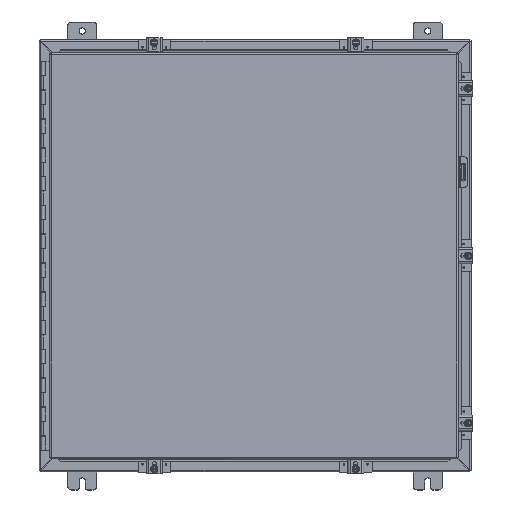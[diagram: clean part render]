
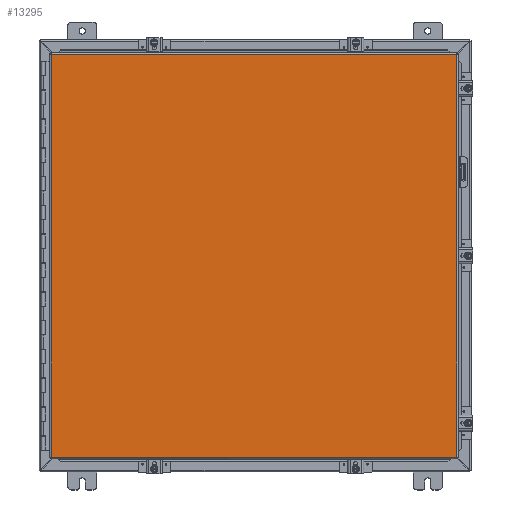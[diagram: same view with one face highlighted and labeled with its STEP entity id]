
A CAD part, top view. The second image highlights one B-rep face of the part: STEP entity #13295.
In plain terms, the highlighted face is planar.
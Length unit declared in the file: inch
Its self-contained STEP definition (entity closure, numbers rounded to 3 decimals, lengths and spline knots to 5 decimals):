
#1392=PLANE('',#14101);
#1968=FACE_OUTER_BOUND('',#2727,.T.);
#2727=EDGE_LOOP('',(#10654,#10655,#10656,#10657));
#3647=LINE('',#22078,#4845);
#3653=LINE('',#22199,#4851);
#3663=LINE('',#22352,#4861);
#3666=LINE('',#22385,#4864);
#4845=VECTOR('',#16106,28.1645);
#4851=VECTOR('',#16120,28.1645);
#4861=VECTOR('',#16142,27.977);
#4864=VECTOR('',#16151,27.977);
#6440=VERTEX_POINT('',#22069);
#6441=VERTEX_POINT('',#22077);
#6444=VERTEX_POINT('',#22147);
#6445=VERTEX_POINT('',#22191);
#7952=EDGE_CURVE('',#6441,#6440,#3647,.T.);
#7965=EDGE_CURVE('',#6444,#6445,#3653,.T.);
#7982=EDGE_CURVE('',#6440,#6444,#3663,.T.);
#7986=EDGE_CURVE('',#6445,#6441,#3666,.T.);
#10654=ORIENTED_EDGE('',*,*,#7982,.T.);
#10655=ORIENTED_EDGE('',*,*,#7965,.T.);
#10656=ORIENTED_EDGE('',*,*,#7986,.T.);
#10657=ORIENTED_EDGE('',*,*,#7952,.T.);
#13295=ADVANCED_FACE('',(#1968),#1392,.F.);
#14101=AXIS2_PLACEMENT_3D('',#22465,#16165,#16166);
#16106=DIRECTION('',(-1.,0.,0.));
#16120=DIRECTION('',(1.,0.,0.));
#16142=DIRECTION('',(0.,1.,0.));
#16151=DIRECTION('',(0.,-1.,0.));
#16165=DIRECTION('center_axis',(0.,0.,1.));
#16166=DIRECTION('ref_axis',(1.,0.,0.));
#22069=CARTESIAN_POINT('',(-14.08225,-13.9885,0.));
#22077=CARTESIAN_POINT('',(14.08225,-13.9885,0.));
#22078=CARTESIAN_POINT('',(7.04113,-13.9885,0.));
#22147=CARTESIAN_POINT('',(-14.08225,13.9885,0.));
#22191=CARTESIAN_POINT('',(14.08225,13.9885,0.));
#22199=CARTESIAN_POINT('',(-7.09375,13.9885,0.));
#22352=CARTESIAN_POINT('',(-14.08225,-6.99425,0.));
#22385=CARTESIAN_POINT('',(14.08225,6.99425,0.));
#22465=CARTESIAN_POINT('Origin',(0.,0.,
0.));
